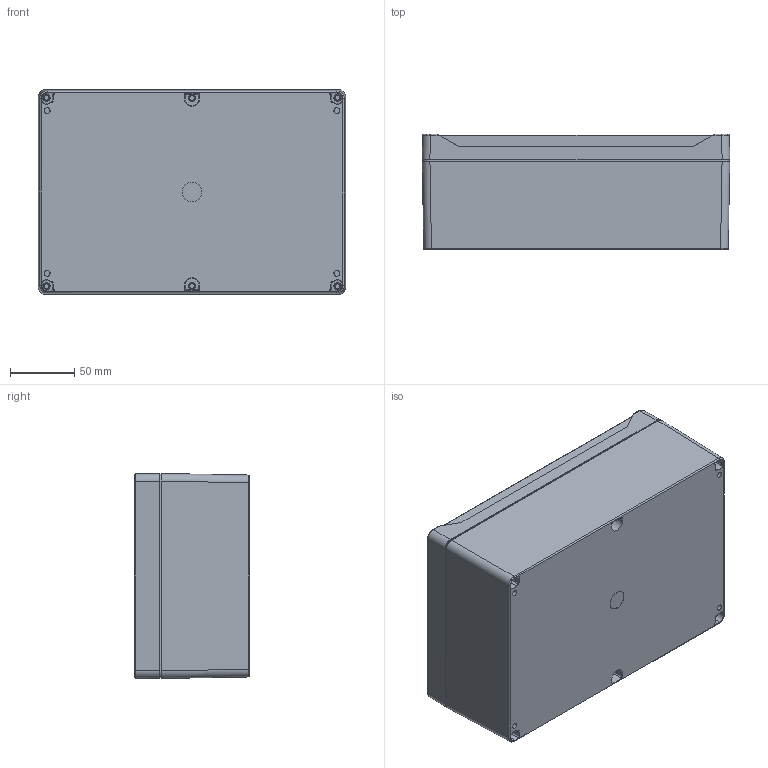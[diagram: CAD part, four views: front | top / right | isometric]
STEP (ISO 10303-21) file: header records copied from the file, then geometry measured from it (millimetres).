
FILE_DESCRIPTION (( 'STEP AP214' ), '1' );
FILE_NAME ('1555VA2GY.STEP', '2020-11-07T20:55:03', ( '' ), ( '' ), 'SwSTEP 2.0', 'SolidWorks 2019', '' );
FILE_SCHEMA (( 'AUTOMOTIVE_DESIGN' ));
Length unit declared in the file: inch
Products named in the file (1): 1555VA2GY
Bounding box: 240 x 90 x 160 mm (x, y, z)
Volume: 510403.9 mm3; surface area: 342762.3 mm2
Topology: 19 solids, 19 shells, 2826 faces, 7546 edges, 4949 vertices
Faces by surface type: plane 1285, bspline 670, cylinder 483, cone 388
Full cylindrical faces by diameter (mm): 2.464 x4, 3 x1, 3.251 x6, 3.48 x6, 3.81 x12, 3.85 x6, 3.912 x4, 5.334 x6, 5.537 x12, 6.35 x12, 6.9 x6, 7 x1, 15 x1
Entity records: 106678 total; most frequent: CARTESIAN_POINT 41999, ORIENTED_EDGE 14572, DIRECTION 11011, EDGE_CURVE 7286, VERTEX_POINT 4891, LINE 3827, VECTOR 3827, AXIS2_PLACEMENT_3D 3592
